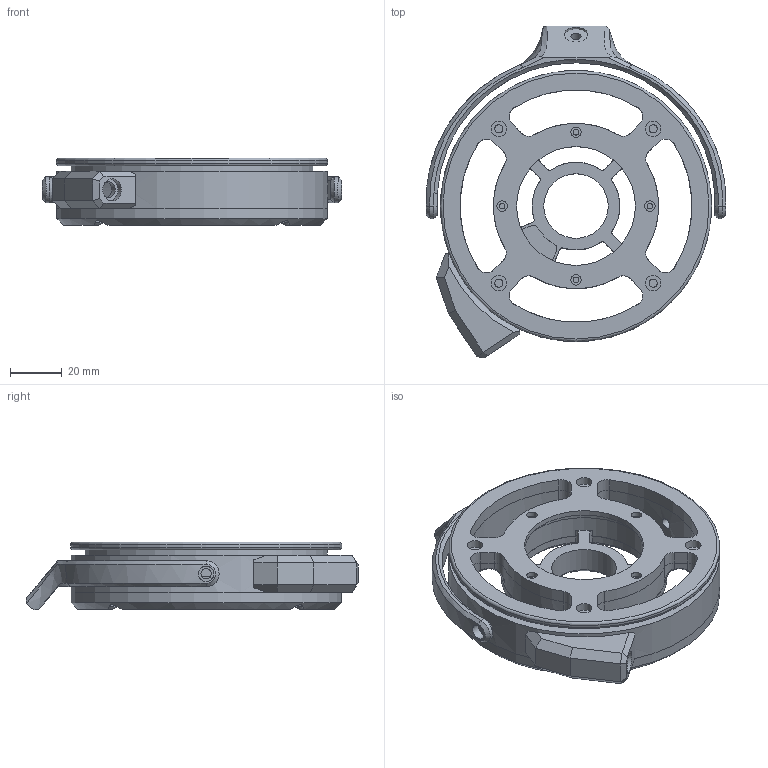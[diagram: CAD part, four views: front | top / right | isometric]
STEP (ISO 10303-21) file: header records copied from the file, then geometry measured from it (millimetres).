
FILE_DESCRIPTION(/* description */ (''),/* implementation_level */ '2;1');
FILE_NAME(/* name */ 'DIY_Headphone.step',/* time_stamp */ '2023-11-04T14:45:05+01:00',/* author */ (''),/* organization */ (''),/* preprocessor_version */ 'ST-DEVELOPER v20',/* originating_system */ 'Autodesk Translation Framework v12.9.0.99',/* authorisation */ '');
FILE_SCHEMA (('AUTOMOTIVE_DESIGN { 1 0 10303 214 3 1 1 }'));
Length unit declared in the file: millimetre
Products named in the file (1): DIY_Headphone_before_join
Bounding box: 116.07 x 128.56 x 26.23 mm (x, y, z)
Volume: 97553.4 mm3; surface area: 59096.8 mm2
Topology: 6 solids, 6 shells, 490 faces, 1271 edges, 822 vertices
Faces by surface type: cylinder 168, bspline 150, plane 142, cone 20, torus 10
Full cylindrical faces by diameter (mm): 2.2 x4, 3 x4, 3.2 x14, 3.5 x4, 3.7 x2, 4 x10, 4.2 x16, 6 x16, 6.2 x1, 8 x1, 8.7 x1, 9 x2, 25 x1, 46 x1, 51 x2, 64 x2, 90 x2, 94 x1, 105 x3
Entity records: 23138 total; most frequent: CARTESIAN_POINT 11823, ORIENTED_EDGE 2542, DIRECTION 1959, EDGE_CURVE 1271, VERTEX_POINT 822, AXIS2_PLACEMENT_3D 743, EDGE_LOOP 601, FACE_OUTER_BOUND 490
